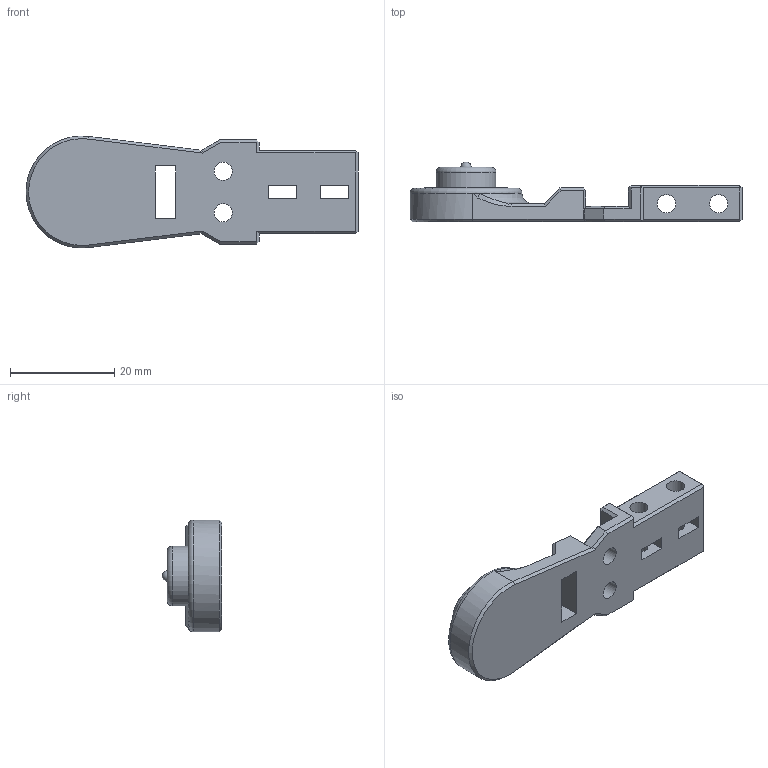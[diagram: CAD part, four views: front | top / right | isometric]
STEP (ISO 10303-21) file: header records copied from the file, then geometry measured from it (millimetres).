
FILE_DESCRIPTION(/* description */ (''),/* implementation_level */ '2;1');
FILE_NAME(/* name */ 'CoxaSide2.step',/* time_stamp */ '2023-01-01T02:10:57-06:00',/* author */ (''),/* organization */ (''),/* preprocessor_version */ 'ST-DEVELOPER v19.2',/* originating_system */ 'Autodesk Translation Framework v11.17.0.187',/* authorisation */ '');
FILE_SCHEMA (('AUTOMOTIVE_DESIGN { 1 0 10303 214 3 1 1 }'));
Length unit declared in the file: millimetre
Products named in the file (1): CoxaSide2
Bounding box: 63.75 x 11.5 x 21.49 mm (x, y, z)
Volume: 6239.2 mm3; surface area: 3878.2 mm2
Topology: 1 solids, 1 shells, 95 faces, 249 edges, 155 vertices
Faces by surface type: plane 77, cylinder 8, bspline 5, torus 3, cone 1, sphere 1
Full cylindrical faces by diameter (mm): 3.5 x6, 11.5 x1
Entity records: 2981 total; most frequent: CARTESIAN_POINT 617, ORIENTED_EDGE 494, DIRECTION 442, EDGE_CURVE 247, LINE 206, VECTOR 206, VERTEX_POINT 155, AXIS2_PLACEMENT_3D 118
